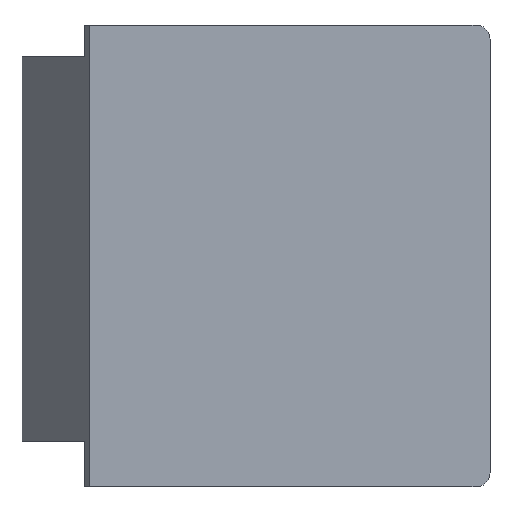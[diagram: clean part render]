
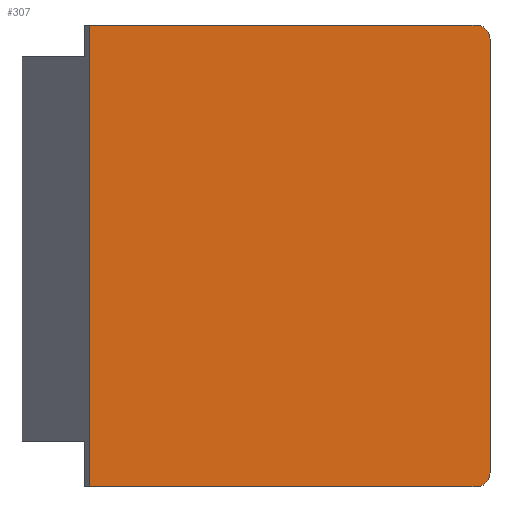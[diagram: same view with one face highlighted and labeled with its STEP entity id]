
A CAD part, front view. The second image highlights one B-rep face of the part: STEP entity #307.
In plain terms, the highlighted planar face has unit normal (0, -1, 0).
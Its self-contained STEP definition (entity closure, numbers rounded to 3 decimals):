
#22=CIRCLE('',#334,1.);
#24=CIRCLE('',#339,1.);
#45=FACE_OUTER_BOUND('',#61,.T.);
#61=EDGE_LOOP('',(#225,#226,#227,#228,#229,#230));
#73=LINE('',#452,#100);
#76=LINE('',#459,#103);
#81=LINE('',#472,#108);
#83=LINE('',#475,#110);
#100=VECTOR('',#371,10.);
#103=VECTOR('',#376,10.);
#108=VECTOR('',#389,10.);
#110=VECTOR('',#393,10.);
#127=VERTEX_POINT('',#442);
#128=VERTEX_POINT('',#443);
#131=VERTEX_POINT('',#451);
#133=VERTEX_POINT('',#457);
#134=VERTEX_POINT('',#458);
#137=VERTEX_POINT('',#466);
#159=EDGE_CURVE('',#127,#128,#22,.T.);
#163=EDGE_CURVE('',#131,#127,#73,.T.);
#166=EDGE_CURVE('',#133,#134,#76,.T.);
#170=EDGE_CURVE('',#137,#133,#24,.T.);
#173=EDGE_CURVE('',#128,#137,#81,.T.);
#175=EDGE_CURVE('',#134,#131,#83,.T.);
#225=ORIENTED_EDGE('',*,*,#175,.F.);
#226=ORIENTED_EDGE('',*,*,#166,.F.);
#227=ORIENTED_EDGE('',*,*,#170,.F.);
#228=ORIENTED_EDGE('',*,*,#173,.F.);
#229=ORIENTED_EDGE('',*,*,#159,.F.);
#230=ORIENTED_EDGE('',*,*,#163,.F.);
#294=PLANE('',#342);
#307=ADVANCED_FACE('',(#45),#294,.F.);
#334=AXIS2_PLACEMENT_3D('',#444,#363,#364);
#339=AXIS2_PLACEMENT_3D('',#467,#382,#383);
#342=AXIS2_PLACEMENT_3D('',#474,#391,#392);
#363=DIRECTION('center_axis',(0.,1.,0.));
#364=DIRECTION('ref_axis',(0.707,0.,0.707));
#371=DIRECTION('',(1.,0.,0.));
#376=DIRECTION('',(-1.,0.,0.));
#382=DIRECTION('center_axis',(0.,1.,0.));
#383=DIRECTION('ref_axis',(0.707,0.,-0.707));
#389=DIRECTION('',(0.,0.,-1.));
#391=DIRECTION('center_axis',(0.,1.,0.));
#392=DIRECTION('ref_axis',(0.,0.,1.));
#393=DIRECTION('',(0.,0.,1.));
#442=CARTESIAN_POINT('',(5.,-36.373,33.));
#443=CARTESIAN_POINT('',(6.,-36.373,32.));
#444=CARTESIAN_POINT('Origin',(5.,-36.373,32.));
#451=CARTESIAN_POINT('',(-22.588,-36.373,33.));
#452=CARTESIAN_POINT('',(-11.489,-36.373,33.));
#457=CARTESIAN_POINT('',(5.,-36.373,0.));
#458=CARTESIAN_POINT('',(-22.588,-36.373,0.));
#459=CARTESIAN_POINT('',(-36.811,-36.373,0.));
#466=CARTESIAN_POINT('',(6.,-36.373,1.));
#467=CARTESIAN_POINT('Origin',(5.,-36.373,1.));
#472=CARTESIAN_POINT('',(6.,-36.373,9.875));
#474=CARTESIAN_POINT('Origin',(-23.75,-36.373,16.5));
#475=CARTESIAN_POINT('',(-22.588,-36.373,16.5));
